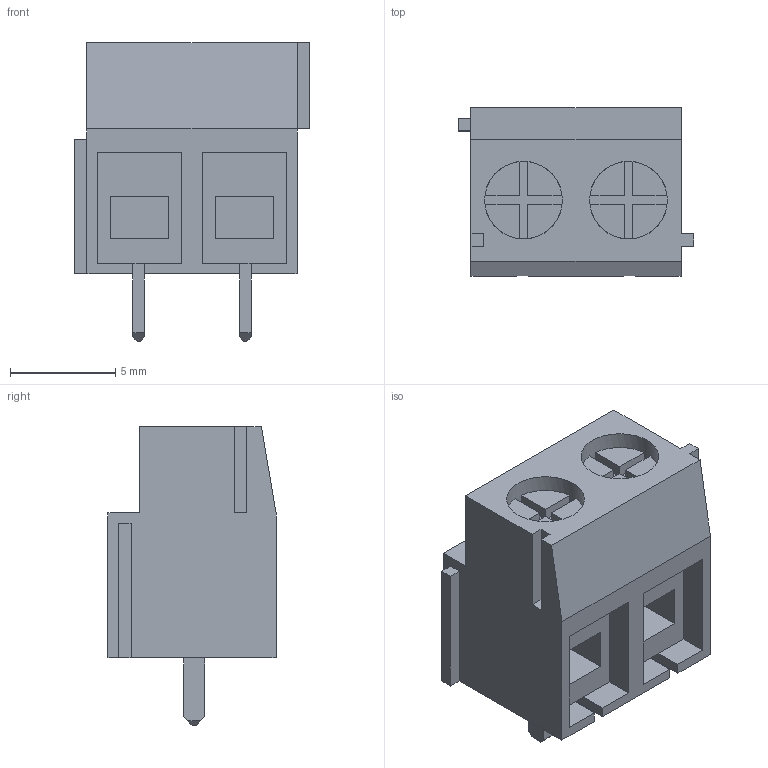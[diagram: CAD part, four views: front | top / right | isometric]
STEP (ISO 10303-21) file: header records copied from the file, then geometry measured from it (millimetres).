
FILE_DESCRIPTION(/* description */ (''),/* implementation_level */ '2;1');
FILE_NAME(/* name */ 'TerminalBlock_Phoenix_MKDS-1,5-2-5.08_1x02_P5.08mm_Horizontal.step',/* time_stamp */ '2018-10-29T08:28:24-06:00',/* author */ ('kitecraft'),/* organization */ (''),/* preprocessor_version */ 'ST-DEVELOPER v17.2',/* originating_system */ 'Autodesk Translation Framework v7.6.0.251',/* authorisation */ '');
FILE_SCHEMA (('AUTOMOTIVE_DESIGN { 1 0 10303 214 3 1 1 }'));
Length unit declared in the file: millimetre
Products named in the file (1): Terminal Block - 1X2
Bounding box: 11.2 x 8 x 14.2 mm (x, y, z)
Volume: 668.3 mm3; surface area: 773.7 mm2
Topology: 1 solids, 1 shells, 99 faces, 271 edges, 178 vertices
Faces by surface type: plane 97, cylinder 2
Full cylindrical faces by diameter (mm): 3.7 x2
Entity records: 3121 total; most frequent: CARTESIAN_POINT 549, ORIENTED_EDGE 542, DIRECTION 491, EDGE_CURVE 271, LINE 251, VECTOR 251, VERTEX_POINT 178, AXIS2_PLACEMENT_3D 120
